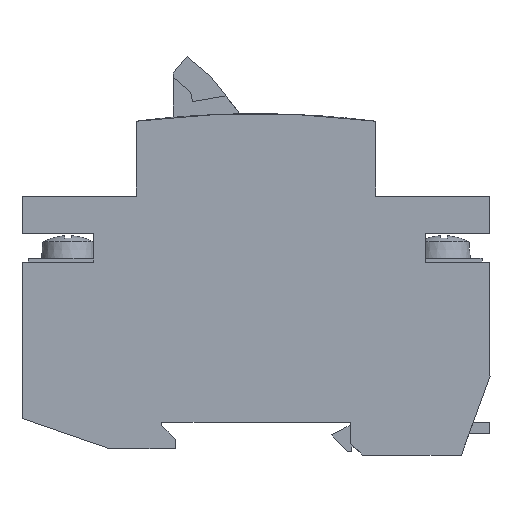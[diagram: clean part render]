
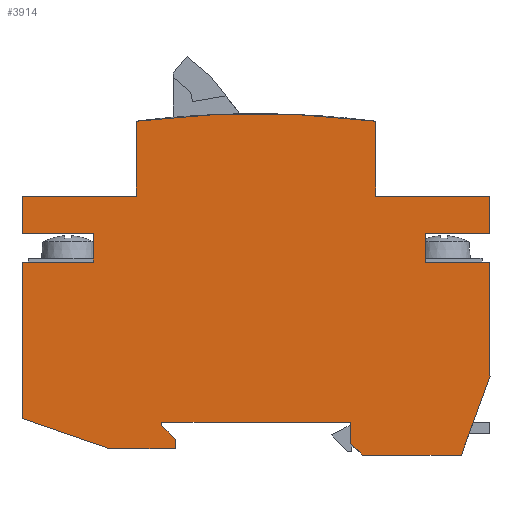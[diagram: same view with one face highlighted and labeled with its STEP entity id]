
A CAD part, left-side view. The second image highlights one B-rep face of the part: STEP entity #3914.
In plain terms, the highlighted planar face has unit normal (-1, 0, 0).
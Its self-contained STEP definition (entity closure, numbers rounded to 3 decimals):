
#3564=CIRCLE('',#15343,180.);
#3914=ADVANCED_FACE('1230',(#5047),#4476,.F.);
#4476=PLANE('',#15344);
#5047=FACE_OUTER_BOUND('',#5637,.T.);
#5637=EDGE_LOOP('',(#7359,#7360,#7361,#7362,#7363,#7364,#7365,#7366,#7367,
#7368,#7369,#7370,#7371,#7372,#7373,#7374,#7375,#7376,#7377,#7378,#7379,
#7380,#7381,#7382,#7383));
#7359=ORIENTED_EDGE('',*,*,#11274,.F.);
#7360=ORIENTED_EDGE('',*,*,#11275,.F.);
#7361=ORIENTED_EDGE('',*,*,#11276,.T.);
#7362=ORIENTED_EDGE('',*,*,#11277,.F.);
#7363=ORIENTED_EDGE('',*,*,#11278,.F.);
#7364=ORIENTED_EDGE('',*,*,#10499,.T.);
#7365=ORIENTED_EDGE('',*,*,#11279,.F.);
#7366=ORIENTED_EDGE('',*,*,#10496,.F.);
#7367=ORIENTED_EDGE('',*,*,#10492,.F.);
#7368=ORIENTED_EDGE('',*,*,#11280,.F.);
#7369=ORIENTED_EDGE('',*,*,#10512,.F.);
#7370=ORIENTED_EDGE('',*,*,#10450,.F.);
#7371=ORIENTED_EDGE('',*,*,#11281,.F.);
#7372=ORIENTED_EDGE('',*,*,#10457,.F.);
#7373=ORIENTED_EDGE('',*,*,#10473,.F.);
#7374=ORIENTED_EDGE('',*,*,#11282,.T.);
#7375=ORIENTED_EDGE('',*,*,#11283,.F.);
#7376=ORIENTED_EDGE('',*,*,#11284,.F.);
#7377=ORIENTED_EDGE('',*,*,#11285,.F.);
#7378=ORIENTED_EDGE('',*,*,#11286,.F.);
#7379=ORIENTED_EDGE('',*,*,#11287,.F.);
#7380=ORIENTED_EDGE('',*,*,#11288,.F.);
#7381=ORIENTED_EDGE('',*,*,#10505,.F.);
#7382=ORIENTED_EDGE('',*,*,#10488,.F.);
#7383=ORIENTED_EDGE('',*,*,#11267,.T.);
#9349=VERTEX_POINT('',#18747);
#9351=VERTEX_POINT('',#18751);
#9358=VERTEX_POINT('',#18766);
#9359=VERTEX_POINT('',#18768);
#9373=VERTEX_POINT('',#18816);
#9380=VERTEX_POINT('',#18835);
#9385=VERTEX_POINT('',#18845);
#9387=VERTEX_POINT('',#18850);
#9389=VERTEX_POINT('',#18854);
#9391=VERTEX_POINT('',#18860);
#9394=VERTEX_POINT('',#18868);
#9395=VERTEX_POINT('',#18870);
#9399=VERTEX_POINT('',#18881);
#9403=VERTEX_POINT('',#18891);
#9915=VERTEX_POINT('',#21077);
#9920=VERTEX_POINT('',#21091);
#9921=VERTEX_POINT('',#21093);
#9922=VERTEX_POINT('',#21095);
#9923=VERTEX_POINT('',#21097);
#9924=VERTEX_POINT('',#21103);
#9925=VERTEX_POINT('',#21105);
#9926=VERTEX_POINT('',#21107);
#9927=VERTEX_POINT('',#21109);
#9928=VERTEX_POINT('',#21111);
#9929=VERTEX_POINT('',#21113);
#10450=EDGE_CURVE('',#9351,#9349,#12123,.T.);
#10457=EDGE_CURVE('',#9358,#9359,#12130,.T.);
#10473=EDGE_CURVE('',#9373,#9358,#12142,.T.);
#10488=EDGE_CURVE('',#9385,#9380,#12157,.T.);
#10492=EDGE_CURVE('',#9389,#9387,#12161,.T.);
#10496=EDGE_CURVE('',#9387,#9391,#12164,.T.);
#10499=EDGE_CURVE('',#9395,#9394,#12167,.T.);
#10505=EDGE_CURVE('',#9380,#9399,#12173,.T.);
#10512=EDGE_CURVE('',#9349,#9403,#12180,.T.);
#11267=EDGE_CURVE('',#9385,#9915,#12779,.T.);
#11274=EDGE_CURVE('',#9920,#9915,#12786,.T.);
#11275=EDGE_CURVE('',#9921,#9920,#12787,.T.);
#11276=EDGE_CURVE('',#9921,#9922,#12788,.T.);
#11277=EDGE_CURVE('',#9923,#9922,#12789,.T.);
#11278=EDGE_CURVE('',#9395,#9923,#12790,.T.);
#11279=EDGE_CURVE('',#9391,#9394,#12791,.T.);
#11280=EDGE_CURVE('',#9403,#9389,#3564,.T.);
#11281=EDGE_CURVE('',#9359,#9351,#12792,.T.);
#11282=EDGE_CURVE('',#9373,#9924,#12793,.T.);
#11283=EDGE_CURVE('',#9925,#9924,#12794,.T.);
#11284=EDGE_CURVE('',#9926,#9925,#12795,.T.);
#11285=EDGE_CURVE('',#9927,#9926,#12796,.T.);
#11286=EDGE_CURVE('',#9928,#9927,#12797,.T.);
#11287=EDGE_CURVE('',#9929,#9928,#12798,.T.);
#11288=EDGE_CURVE('',#9399,#9929,#12799,.T.);
#12123=LINE('',#18752,#13553);
#12130=LINE('',#18767,#13560);
#12142=LINE('',#18817,#13572);
#12157=LINE('',#18846,#13587);
#12161=LINE('',#18855,#13591);
#12164=LINE('',#18863,#13594);
#12167=LINE('',#18869,#13597);
#12173=LINE('',#18880,#13603);
#12180=LINE('',#18894,#13610);
#12779=LINE('',#21076,#14227);
#12786=LINE('',#21090,#14234);
#12787=LINE('',#21092,#14235);
#12788=LINE('',#21094,#14236);
#12789=LINE('',#21096,#14237);
#12790=LINE('',#21098,#14238);
#12791=LINE('',#21099,#14239);
#12792=LINE('',#21101,#14240);
#12793=LINE('',#21102,#14241);
#12794=LINE('',#21104,#14242);
#12795=LINE('',#21106,#14243);
#12796=LINE('',#21108,#14244);
#12797=LINE('',#21110,#14245);
#12798=LINE('',#21112,#14246);
#12799=LINE('',#21114,#14247);
#13553=VECTOR('',#15771,1.);
#13560=VECTOR('',#15780,1.);
#13572=VECTOR('',#15798,1.);
#13587=VECTOR('',#15817,1.);
#13591=VECTOR('',#15823,1.);
#13594=VECTOR('',#15830,1.);
#13597=VECTOR('',#15835,1.);
#13603=VECTOR('',#15843,1.);
#13610=VECTOR('',#15852,1.);
#14227=VECTOR('',#17157,1.);
#14234=VECTOR('',#17168,1.);
#14235=VECTOR('',#17169,1.);
#14236=VECTOR('',#17170,1.);
#14237=VECTOR('',#17171,1.);
#14238=VECTOR('',#17172,1.);
#14239=VECTOR('',#17173,1.);
#14240=VECTOR('',#17176,1.);
#14241=VECTOR('',#17177,1.);
#14242=VECTOR('',#17178,1.);
#14243=VECTOR('',#17179,1.);
#14244=VECTOR('',#17180,1.);
#14245=VECTOR('',#17181,1.);
#14246=VECTOR('',#17182,1.);
#14247=VECTOR('',#17183,1.);
#15343=AXIS2_PLACEMENT_3D('',#21100,#17174,#17175);
#15344=AXIS2_PLACEMENT_3D('',#21115,#17184,#17185);
#15771=DIRECTION('',(0.,-1.,0.));
#15780=DIRECTION('',(0.,1.,0.));
#15798=DIRECTION('',(0.,0.,1.));
#15817=DIRECTION('',(0.,0.,1.));
#15823=DIRECTION('',(0.,0.,-1.));
#15830=DIRECTION('',(0.,-1.,0.));
#15835=DIRECTION('',(0.,-1.,0.));
#15843=DIRECTION('',(0.,1.,0.));
#15852=DIRECTION('',(0.,0.,1.));
#17157=DIRECTION('',(0.,-0.707,-0.707));
#17168=DIRECTION('',(0.,1.,0.));
#17169=DIRECTION('',(0.,0.342,-0.94));
#17170=DIRECTION('',(0.,0.,1.));
#17171=DIRECTION('',(0.,-1.,0.));
#17172=DIRECTION('',(0.,0.,-1.));
#17173=DIRECTION('',(0.,0.,-1.));
#17174=DIRECTION('',(1.,0.,0.));
#17175=DIRECTION('',(0.,1.,0.));
#17176=DIRECTION('',(0.,0.,1.));
#17177=DIRECTION('',(0.,1.,0.));
#17178=DIRECTION('',(0.,0.,1.));
#17179=DIRECTION('',(0.,0.946,0.326));
#17180=DIRECTION('',(0.,1.,0.));
#17181=DIRECTION('',(0.,0.,-1.));
#17182=DIRECTION('',(0.,-0.707,-0.707));
#17183=DIRECTION('',(0.,0.,-1.));
#17184=DIRECTION('',(1.,0.,0.));
#17185=DIRECTION('',(0.,1.,0.));
#18747=CARTESIAN_POINT('',(0.,66.5,48.7));
#18751=CARTESIAN_POINT('',(0.,88.,48.7));
#18752=CARTESIAN_POINT('',(0.,44.,48.7));
#18766=CARTESIAN_POINT('',(0.,74.6,41.7));
#18767=CARTESIAN_POINT('',(0.,12.2,41.7));
#18768=CARTESIAN_POINT('',(0.,88.,41.7));
#18816=CARTESIAN_POINT('',(0.,74.6,36.3));
#18817=CARTESIAN_POINT('',(0.,74.6,48.7));
#18835=CARTESIAN_POINT('',(0.,26.2,6.2));
#18845=CARTESIAN_POINT('',(0.,26.2,2.2));
#18846=CARTESIAN_POINT('',(0.,26.2,48.7));
#18850=CARTESIAN_POINT('',(0.,21.5,48.7));
#18854=CARTESIAN_POINT('',(0.,21.5,62.788));
#18855=CARTESIAN_POINT('',(0.,21.5,48.7));
#18860=CARTESIAN_POINT('',(0.,0.,48.7));
#18863=CARTESIAN_POINT('',(0.,44.,48.7));
#18868=CARTESIAN_POINT('',(0.,0.,41.7));
#18869=CARTESIAN_POINT('',(0.,44.,41.7));
#18870=CARTESIAN_POINT('',(0.,12.2,41.7));
#18880=CARTESIAN_POINT('',(0.,26.2,6.2));
#18881=CARTESIAN_POINT('',(0.,61.7,6.2));
#18891=CARTESIAN_POINT('',(0.,66.5,62.788));
#18894=CARTESIAN_POINT('',(0.,66.5,48.7));
#21076=CARTESIAN_POINT('',(0.,58.35,34.35));
#21077=CARTESIAN_POINT('',(0.,24.,0.));
#21090=CARTESIAN_POINT('',(0.,44.,0.));
#21091=CARTESIAN_POINT('',(0.,5.4,0.));
#21092=CARTESIAN_POINT('',(0.,-5.737,30.597));
#21093=CARTESIAN_POINT('',(0.,0.,14.836));
#21094=CARTESIAN_POINT('',(0.,0.,48.7));
#21095=CARTESIAN_POINT('',(0.,0.,36.3));
#21096=CARTESIAN_POINT('',(0.,0.,36.3));
#21097=CARTESIAN_POINT('',(0.,12.2,36.3));
#21098=CARTESIAN_POINT('',(0.,12.2,47.1));
#21099=CARTESIAN_POINT('',(0.,0.,48.7));
#21100=CARTESIAN_POINT('',(0.,44.,-115.8));
#21101=CARTESIAN_POINT('',(0.,88.,48.7));
#21102=CARTESIAN_POINT('',(0.,44.,36.3));
#21103=CARTESIAN_POINT('',(0.,88.,36.3));
#21104=CARTESIAN_POINT('',(0.,88.,48.7));
#21105=CARTESIAN_POINT('',(0.,88.,6.881));
#21106=CARTESIAN_POINT('',(0.,61.537,-2.231));
#21107=CARTESIAN_POINT('',(0.,71.5,1.2));
#21108=CARTESIAN_POINT('',(0.,44.,1.2));
#21109=CARTESIAN_POINT('',(0.,59.2,1.2));
#21110=CARTESIAN_POINT('',(0.,59.2,48.7));
#21111=CARTESIAN_POINT('',(0.,59.2,3.));
#21112=CARTESIAN_POINT('',(0.,74.45,18.25));
#21113=CARTESIAN_POINT('',(0.,61.7,5.5));
#21114=CARTESIAN_POINT('',(0.,61.7,48.7));
#21115=CARTESIAN_POINT('',(0.,44.,48.7));
